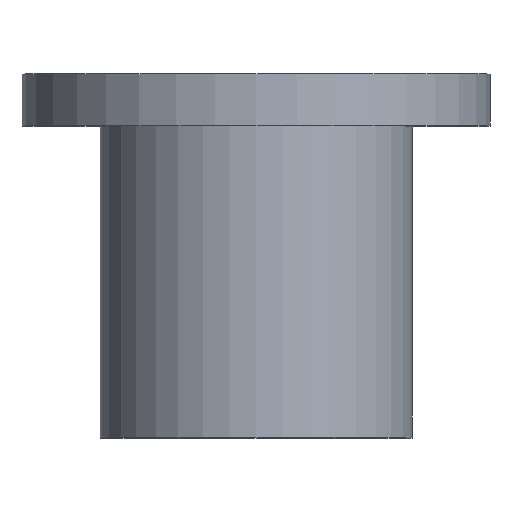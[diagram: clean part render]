
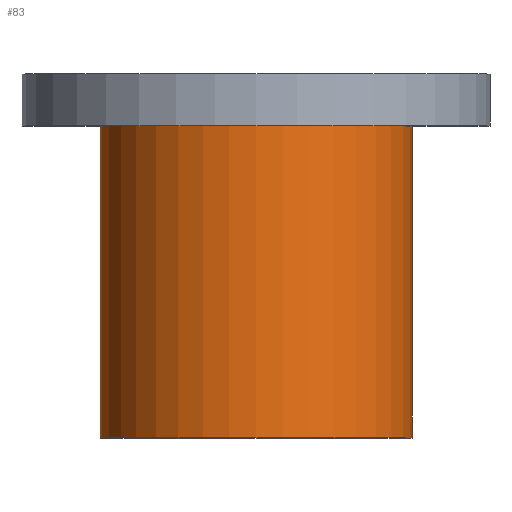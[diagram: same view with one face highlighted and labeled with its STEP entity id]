
A CAD part, top view. The second image highlights one B-rep face of the part: STEP entity #83.
In plain terms, the highlighted cylindrical face has radius 3 mm (diameter 6 mm), a full revolution.
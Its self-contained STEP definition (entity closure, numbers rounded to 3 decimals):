
#29=ORIENTED_EDGE('',*,*,#39,.T.);
#30=ORIENTED_EDGE('',*,*,#37,.F.);
#37=EDGE_CURVE('',#43,#43,#49,.T.);
#39=EDGE_CURVE('',#45,#45,#51,.T.);
#43=VERTEX_POINT('',#145);
#45=VERTEX_POINT('',#151);
#49=CIRCLE('',#103,3.);
#51=CIRCLE('',#107,3.);
#59=EDGE_LOOP('',(#29));
#60=EDGE_LOOP('',(#30));
#71=FACE_BOUND('',#59,.T.);
#72=FACE_BOUND('',#60,.T.);
#78=CYLINDRICAL_SURFACE('',#106,3.);
#83=ADVANCED_FACE('',(#71,#72),#78,.T.);
#103=AXIS2_PLACEMENT_3D('',#144,#121,#122);
#106=AXIS2_PLACEMENT_3D('',#149,#127,#128);
#107=AXIS2_PLACEMENT_3D('',#150,#129,#130);
#121=DIRECTION('',(0.,1.,0.));
#122=DIRECTION('',(0.,0.,1.));
#127=DIRECTION('',(0.,1.,0.));
#128=DIRECTION('',(0.,0.,1.));
#129=DIRECTION('',(0.,1.,0.));
#130=DIRECTION('',(1.,0.,0.));
#144=CARTESIAN_POINT('',(0.,-1.,0.));
#145=CARTESIAN_POINT('',(0.,-1.,3.));
#149=CARTESIAN_POINT('',(0.,-7.,0.));
#150=CARTESIAN_POINT('',(0.,-7.,0.));
#151=CARTESIAN_POINT('',(3.,-7.,0.));
